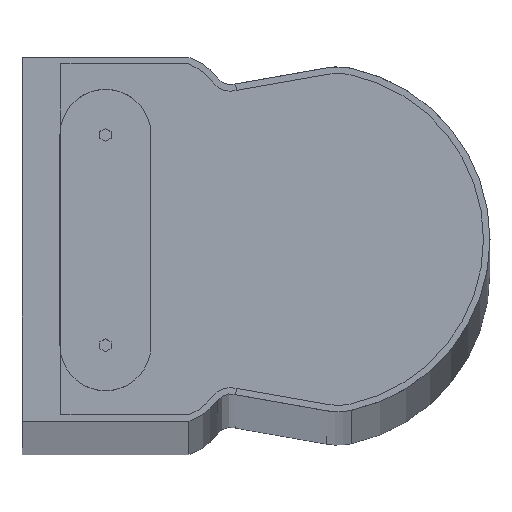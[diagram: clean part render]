
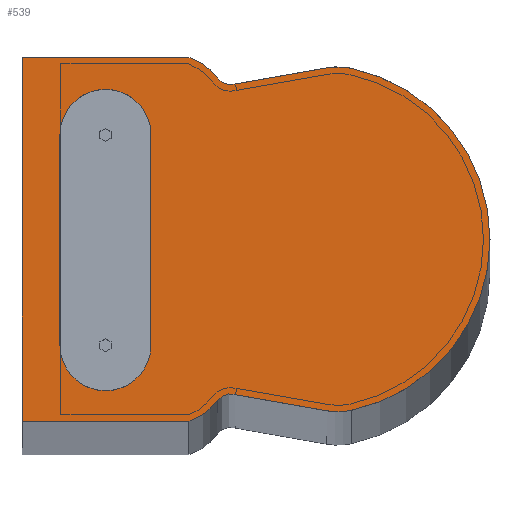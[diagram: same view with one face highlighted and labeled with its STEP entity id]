
A CAD part, top view. The second image highlights one B-rep face of the part: STEP entity #539.
In plain terms, the highlighted face is planar.
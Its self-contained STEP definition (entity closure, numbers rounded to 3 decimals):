
#1 = DIRECTION ( 'NONE',  ( -1., 0., 0. ) ) ;
#5 = CARTESIAN_POINT ( 'NONE',  ( 12.412, 736.5, -15.027 ) ) ;
#22 = CARTESIAN_POINT ( 'NONE',  ( -13.187, 736.5, -23.437 ) ) ;
#43 = EDGE_CURVE ( 'NONE', #146, #1671, #1635, .T. ) ;
#48 = ORIENTED_EDGE ( 'NONE', *, *, #1421, .T. ) ;
#68 = VERTEX_POINT ( 'NONE', #1523 ) ;
#91 = CARTESIAN_POINT ( 'NONE',  ( -13.187, 736.5, -23.437 ) ) ;
#105 = VERTEX_POINT ( 'NONE', #5 ) ;
#117 = ORIENTED_EDGE ( 'NONE', *, *, #43, .F. ) ;
#131 = LINE ( 'NONE', #1489, #1875 ) ;
#146 = VERTEX_POINT ( 'NONE', #895 ) ;
#150 = VECTOR ( 'NONE', #956, 1000. ) ;
#153 = CARTESIAN_POINT ( 'NONE',  ( -8.262, 736.5, -24.301 ) ) ;
#193 = DIRECTION ( 'NONE',  ( 0., 0., 1. ) ) ;
#225 = VERTEX_POINT ( 'NONE', #1572 ) ;
#236 = EDGE_LOOP ( 'NONE', ( #584, #117, #1327, #912 ) ) ;
#242 = CARTESIAN_POINT ( 'NONE',  ( 13.154, 736.5, -25.334 ) ) ;
#252 = DIRECTION ( 'NONE',  ( 0., 1., 0. ) ) ;
#264 = CARTESIAN_POINT ( 'NONE',  ( -8.032, 736.5, -9.922 ) ) ;
#278 = CARTESIAN_POINT ( 'NONE',  ( -13.111, 736.5, -16.024 ) ) ;
#293 = B_SPLINE_CURVE_WITH_KNOTS ( 'NONE', 2,
 ( #848, #1469, #421 ),
 .UNSPECIFIED., .F., .F.,
 ( 3, 3 ),
 ( 0.499, 0.5 ),
 .UNSPECIFIED. ) ;
#316 = DIRECTION ( 'NONE',  ( 0., -1., 0. ) ) ;
#325 = CARTESIAN_POINT ( 'NONE',  ( 12.412, 736.5, -15.027 ) ) ;
#373 = CARTESIAN_POINT ( 'NONE',  ( 0., 736.5, -22.555 ) ) ;
#389 = LINE ( 'NONE', #1007, #1028 ) ;
#402 = ORIENTED_EDGE ( 'NONE', *, *, #1962, .T. ) ;
#421 = CARTESIAN_POINT ( 'NONE',  ( -14., 736.5, -12.842 ) ) ;
#433 = VERTEX_POINT ( 'NONE', #264 ) ;
#435 = CIRCLE ( 'NONE', #659, 5. ) ;
#445 = VERTEX_POINT ( 'NONE', #881 ) ;
#458 = CARTESIAN_POINT ( 'NONE',  ( 8.145, 736.5, -2.92 ) ) ;
#459 = ORIENTED_EDGE ( 'NONE', *, *, #862, .T. ) ;
#465 = LINE ( 'NONE', #1574, #150 ) ;
#467 = DIRECTION ( 'NONE',  ( 1., 0., 0. ) ) ;
#468 = ORIENTED_EDGE ( 'NONE', *, *, #601, .T. ) ;
#505 = CARTESIAN_POINT ( 'NONE',  ( 13.111, 736.5, -16.024 ) ) ;
#539 = ADVANCED_FACE ( 'NONE', ( #1663, #747 ), #1368, .T. ) ;
#583 = CARTESIAN_POINT ( 'NONE',  ( 8.145, 736.5, -9.922 ) ) ;
#584 = ORIENTED_EDGE ( 'NONE', *, *, #824, .F. ) ;
#600 = DIRECTION ( 'NONE',  ( 0., 1., 0. ) ) ;
#601 = EDGE_CURVE ( 'NONE', #926, #1306, #1590, .T. ) ;
#607 = CARTESIAN_POINT ( 'NONE',  ( 8.262, 736.5, -24.301 ) ) ;
#626 = LINE ( 'NONE', #22, #1614 ) ;
#637 = CARTESIAN_POINT ( 'NONE',  ( 14., 736.5, -12.842 ) ) ;
#653 = CARTESIAN_POINT ( 'NONE',  ( 13.805, 736.5, -13.884 ) ) ;
#659 = AXIS2_PLACEMENT_3D ( 'NONE', #607, #887, #869 ) ;
#672 = AXIS2_PLACEMENT_3D ( 'NONE', #505, #316, #1556 ) ;
#713 = VERTEX_POINT ( 'NONE', #1593 ) ;
#715 = AXIS2_PLACEMENT_3D ( 'NONE', #909, #1039, #1812 ) ;
#723 = LINE ( 'NONE', #1064, #1220 ) ;
#747 = FACE_OUTER_BOUND ( 'NONE', #889, .T. ) ;
#771 = CIRCLE ( 'NONE', #835, 5. ) ;
#772 = CIRCLE ( 'NONE', #1322, 1.218 ) ;
#807 = ORIENTED_EDGE ( 'NONE', *, *, #1695, .T. ) ;
#810 = EDGE_CURVE ( 'NONE', #1660, #68, #293, .T. ) ;
#814 = CARTESIAN_POINT ( 'NONE',  ( -14., 736.5, 0. ) ) ;
#824 = EDGE_CURVE ( 'NONE', #1671, #1641, #1335, .T. ) ;
#826 = DIRECTION ( 'NONE',  ( 1., 0., 0. ) ) ;
#835 = AXIS2_PLACEMENT_3D ( 'NONE', #153, #1378, #1 ) ;
#836 = EDGE_CURVE ( 'NONE', #1278, #1584, #131, .T. ) ;
#848 = CARTESIAN_POINT ( 'NONE',  ( -12.412, 736.5, -15.027 ) ) ;
#862 = EDGE_CURVE ( 'NONE', #1584, #1923, #435, .T. ) ;
#869 = DIRECTION ( 'NONE',  ( 1., 0., 0. ) ) ;
#874 = EDGE_CURVE ( 'NONE', #433, #146, #1279, .T. ) ;
#881 = CARTESIAN_POINT ( 'NONE',  ( -13.154, 736.5, -25.334 ) ) ;
#887 = DIRECTION ( 'NONE',  ( 0., 1., 0. ) ) ;
#889 = EDGE_LOOP ( 'NONE', ( #468, #1006, #1366, #807, #1490, #459, #402, #1227, #48, #1827, #1472, #1109 ) ) ;
#895 = CARTESIAN_POINT ( 'NONE',  ( -8.032, 736.5, -2.92 ) ) ;
#909 = CARTESIAN_POINT ( 'NONE',  ( 8.145, 736.5, -6.421 ) ) ;
#910 = EDGE_CURVE ( 'NONE', #1641, #433, #465, .T. ) ;
#912 = ORIENTED_EDGE ( 'NONE', *, *, #910, .F. ) ;
#926 = VERTEX_POINT ( 'NONE', #1554 ) ;
#956 = DIRECTION ( 'NONE',  ( -1., 0., 0. ) ) ;
#989 = EDGE_CURVE ( 'NONE', #225, #105, #1461, .T. ) ;
#1006 = ORIENTED_EDGE ( 'NONE', *, *, #1596, .T. ) ;
#1007 = CARTESIAN_POINT ( 'NONE',  ( -14., 736.5, -2.998 ) ) ;
#1018 = DIRECTION ( 'NONE',  ( 0., 1., 0. ) ) ;
#1028 = VECTOR ( 'NONE', #193, 1000. ) ;
#1039 = DIRECTION ( 'NONE',  ( 0., 1., 0. ) ) ;
#1064 = CARTESIAN_POINT ( 'NONE',  ( 14., 736.5, 0. ) ) ;
#1109 = ORIENTED_EDGE ( 'NONE', *, *, #1514, .T. ) ;
#1207 = CARTESIAN_POINT ( 'NONE',  ( 14., 736.5, 0. ) ) ;
#1220 = VECTOR ( 'NONE', #1362, 1000. ) ;
#1227 = ORIENTED_EDGE ( 'NONE', *, *, #1458, .T. ) ;
#1278 = VERTEX_POINT ( 'NONE', #1358 ) ;
#1279 = CIRCLE ( 'NONE', #1817, 3.501 ) ;
#1306 = VERTEX_POINT ( 'NONE', #1207 ) ;
#1322 = AXIS2_PLACEMENT_3D ( 'NONE', #278, #1515, #467 ) ;
#1327 = ORIENTED_EDGE ( 'NONE', *, *, #874, .F. ) ;
#1335 = CIRCLE ( 'NONE', #715, 3.501 ) ;
#1358 = CARTESIAN_POINT ( 'NONE',  ( 11.952, 736.5, -16.399 ) ) ;
#1362 = DIRECTION ( 'NONE',  ( 0., 0., -1. ) ) ;
#1366 = ORIENTED_EDGE ( 'NONE', *, *, #989, .T. ) ;
#1368 = PLANE ( 'NONE',  #1526 ) ;
#1378 = DIRECTION ( 'NONE',  ( 0., 1., 0. ) ) ;
#1421 = EDGE_CURVE ( 'NONE', #1586, #713, #626, .T. ) ;
#1458 = EDGE_CURVE ( 'NONE', #445, #1586, #771, .T. ) ;
#1461 = B_SPLINE_CURVE_WITH_KNOTS ( 'NONE', 2,
 ( #637, #653, #325 ),
 .UNSPECIFIED., .F., .F.,
 ( 3, 3 ),
 ( 0.5, 0.501 ),
 .UNSPECIFIED. ) ;
#1469 = CARTESIAN_POINT ( 'NONE',  ( -13.805, 736.5, -13.884 ) ) ;
#1472 = ORIENTED_EDGE ( 'NONE', *, *, #810, .T. ) ;
#1476 = CARTESIAN_POINT ( 'NONE',  ( 13.187, 736.5, -23.437 ) ) ;
#1489 = CARTESIAN_POINT ( 'NONE',  ( 11.952, 736.5, -16.399 ) ) ;
#1490 = ORIENTED_EDGE ( 'NONE', *, *, #836, .T. ) ;
#1514 = EDGE_CURVE ( 'NONE', #68, #926, #389, .T. ) ;
#1515 = DIRECTION ( 'NONE',  ( 0., -1., 0. ) ) ;
#1523 = CARTESIAN_POINT ( 'NONE',  ( -14., 736.5, -12.842 ) ) ;
#1526 = AXIS2_PLACEMENT_3D ( 'NONE', #1976, #600, #1534 ) ;
#1534 = DIRECTION ( 'NONE',  ( -1., 0., 0. ) ) ;
#1554 = CARTESIAN_POINT ( 'NONE',  ( -14., 736.5, 0. ) ) ;
#1556 = DIRECTION ( 'NONE',  ( 1., 0., 0. ) ) ;
#1569 = CARTESIAN_POINT ( 'NONE',  ( 8.145, 736.5, -2.92 ) ) ;
#1571 = DIRECTION ( 'NONE',  ( 0.173, 0., 0.985 ) ) ;
#1572 = CARTESIAN_POINT ( 'NONE',  ( 14., 736.5, -12.842 ) ) ;
#1574 = CARTESIAN_POINT ( 'NONE',  ( 8.145, 736.5, -9.922 ) ) ;
#1584 = VERTEX_POINT ( 'NONE', #1476 ) ;
#1586 = VERTEX_POINT ( 'NONE', #91 ) ;
#1590 = LINE ( 'NONE', #814, #1940 ) ;
#1593 = CARTESIAN_POINT ( 'NONE',  ( -11.952, 736.5, -16.399 ) ) ;
#1596 = EDGE_CURVE ( 'NONE', #1306, #225, #723, .T. ) ;
#1610 = DIRECTION ( 'NONE',  ( -1., 0., 0. ) ) ;
#1614 = VECTOR ( 'NONE', #1571, 1000. ) ;
#1632 = VECTOR ( 'NONE', #1902, 1000. ) ;
#1635 = LINE ( 'NONE', #1569, #1632 ) ;
#1640 = CARTESIAN_POINT ( 'NONE',  ( -8.032, 736.5, -6.421 ) ) ;
#1641 = VERTEX_POINT ( 'NONE', #583 ) ;
#1644 = CIRCLE ( 'NONE', #1672, 13.445 ) ;
#1649 = DIRECTION ( 'NONE',  ( -1., 0., 0. ) ) ;
#1660 = VERTEX_POINT ( 'NONE', #1825 ) ;
#1663 = FACE_BOUND ( 'NONE', #236, .T. ) ;
#1671 = VERTEX_POINT ( 'NONE', #458 ) ;
#1672 = AXIS2_PLACEMENT_3D ( 'NONE', #373, #1018, #1610 ) ;
#1690 = EDGE_CURVE ( 'NONE', #713, #1660, #772, .T. ) ;
#1695 = EDGE_CURVE ( 'NONE', #105, #1278, #1899, .T. ) ;
#1812 = DIRECTION ( 'NONE',  ( -1., 0., 0. ) ) ;
#1817 = AXIS2_PLACEMENT_3D ( 'NONE', #1640, #252, #1649 ) ;
#1825 = CARTESIAN_POINT ( 'NONE',  ( -12.412, 736.5, -15.027 ) ) ;
#1827 = ORIENTED_EDGE ( 'NONE', *, *, #1690, .T. ) ;
#1875 = VECTOR ( 'NONE', #1969, 1000. ) ;
#1899 = CIRCLE ( 'NONE', #672, 1.218 ) ;
#1902 = DIRECTION ( 'NONE',  ( 1., 0., 0. ) ) ;
#1923 = VERTEX_POINT ( 'NONE', #242 ) ;
#1940 = VECTOR ( 'NONE', #826, 1000. ) ;
#1962 = EDGE_CURVE ( 'NONE', #1923, #445, #1644, .T. ) ;
#1969 = DIRECTION ( 'NONE',  ( 0.173, 0., -0.985 ) ) ;
#1976 = CARTESIAN_POINT ( 'NONE',  ( 0., 736.5, 0. ) ) ;
